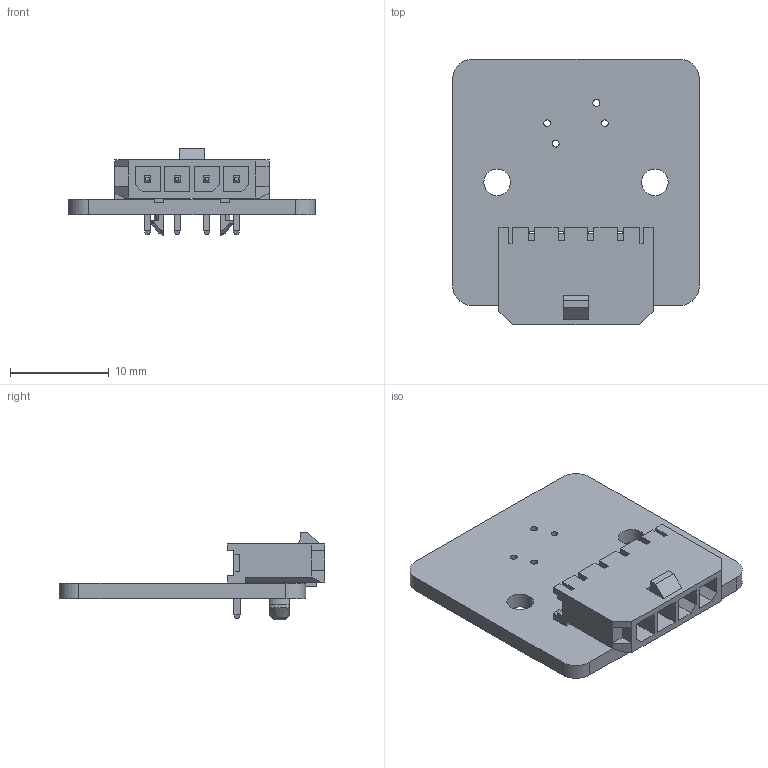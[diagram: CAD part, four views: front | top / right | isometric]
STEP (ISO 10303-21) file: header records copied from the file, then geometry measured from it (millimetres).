
FILE_DESCRIPTION (( 'STEP AP214' ), '1' );
FILE_NAME ('IR Sensor Board.STEP', '2023-03-19T04:07:51', ( '' ), ( '' ), 'SwSTEP 2.0', 'SolidWorks 2022', '' );
FILE_SCHEMA (( 'AUTOMOTIVE_DESIGN' ));
Length unit declared in the file: inch
Products named in the file (5): IR Sensor Board; COMPOUND.step; IR Sensor Board.step; IR Sensor Board PCB.step; 43650-0400.step
Assembly tree (4 placements, depth 4):
  IR Sensor Board
    IR Sensor Board.step
      43650-0400.step
        COMPOUND.step
      IR Sensor Board PCB.step
Bounding box: 25 x 26.95 x 8.9 mm (x, y, z)
Volume: 1345.6 mm3; surface area: 2409 mm2
Topology: 3 solids, 3 shells, 314 faces, 821 edges, 522 vertices
Faces by surface type: bspline 280, cylinder 28, plane 6
Entity records: 9060 total; most frequent: CARTESIAN_POINT 3407, ORIENTED_EDGE 1642, EDGE_CURVE 821, B_SPLINE_CURVE_WITH_KNOTS 711, VERTEX_POINT 522, EDGE_LOOP 347, FACE_OUTER_BOUND 314, ADVANCED_FACE 314
